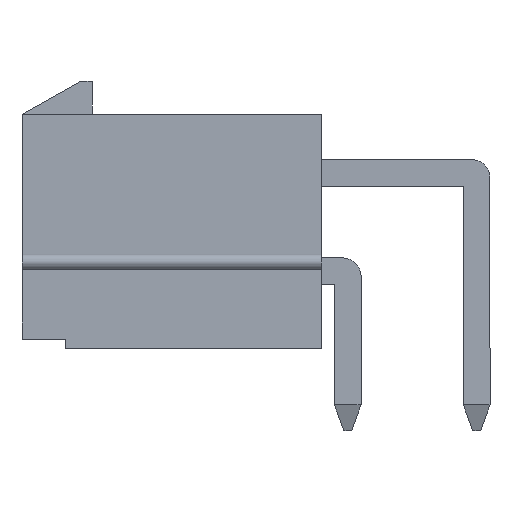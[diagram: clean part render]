
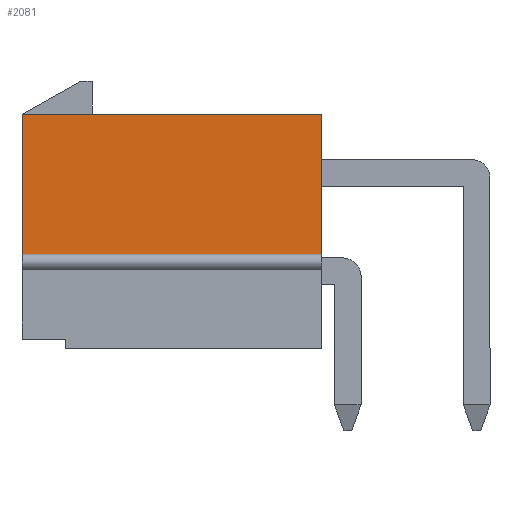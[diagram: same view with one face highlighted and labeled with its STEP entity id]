
A CAD part, left-side view. The second image highlights one B-rep face of the part: STEP entity #2081.
In plain terms, the highlighted face is planar.
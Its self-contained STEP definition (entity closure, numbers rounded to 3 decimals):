
#217=ORIENTED_EDGE('',*,*,#552,.F.);
#218=ORIENTED_EDGE('',*,*,#474,.F.);
#219=ORIENTED_EDGE('',*,*,#565,.F.);
#220=ORIENTED_EDGE('',*,*,#561,.F.);
#474=EDGE_CURVE('',#683,#681,#817,.T.);
#552=EDGE_CURVE('',#681,#743,#895,.T.);
#561=EDGE_CURVE('',#743,#746,#904,.T.);
#565=EDGE_CURVE('',#746,#683,#908,.T.);
#681=VERTEX_POINT('',#2652);
#683=VERTEX_POINT('',#2656);
#743=VERTEX_POINT('',#2816);
#746=VERTEX_POINT('',#2829);
#817=LINE('',#2657,#1022);
#895=LINE('',#2815,#1100);
#904=LINE('',#2828,#1109);
#908=LINE('',#2835,#1113);
#1022=VECTOR('',#2262,1000.);
#1100=VECTOR('',#2382,1000.);
#1109=VECTOR('',#2393,1000.);
#1113=VECTOR('',#2399,1000.);
#1249=EDGE_LOOP('',(#217,#218,#219,#220));
#1342=FACE_BOUND('',#1249,.T.);
#1425=PLANE('',#2172);
#2081=ADVANCED_FACE('',(#1342),#1425,.F.);
#2172=AXIS2_PLACEMENT_3D('',#2848,#2410,#2411);
#2262=DIRECTION('',(0.,-1.,0.));
#2382=DIRECTION('',(0.,0.,1.));
#2393=DIRECTION('',(0.,1.,0.));
#2399=DIRECTION('',(0.,0.,-1.));
#2410=DIRECTION('',(-1.,0.,0.));
#2411=DIRECTION('',(0.,0.,1.));
#2652=CARTESIAN_POINT('',(2.7,-6.4,-1.18));
#2656=CARTESIAN_POINT('',(2.7,6.4,-1.18));
#2657=CARTESIAN_POINT('',(2.7,6.4,-1.18));
#2815=CARTESIAN_POINT('',(2.7,-6.4,-4.8));
#2816=CARTESIAN_POINT('',(2.7,-6.4,4.8));
#2828=CARTESIAN_POINT('',(2.7,-6.4,4.8));
#2829=CARTESIAN_POINT('',(2.7,6.4,4.8));
#2835=CARTESIAN_POINT('',(2.7,6.4,4.8));
#2848=CARTESIAN_POINT('',(2.7,0.,0.));
